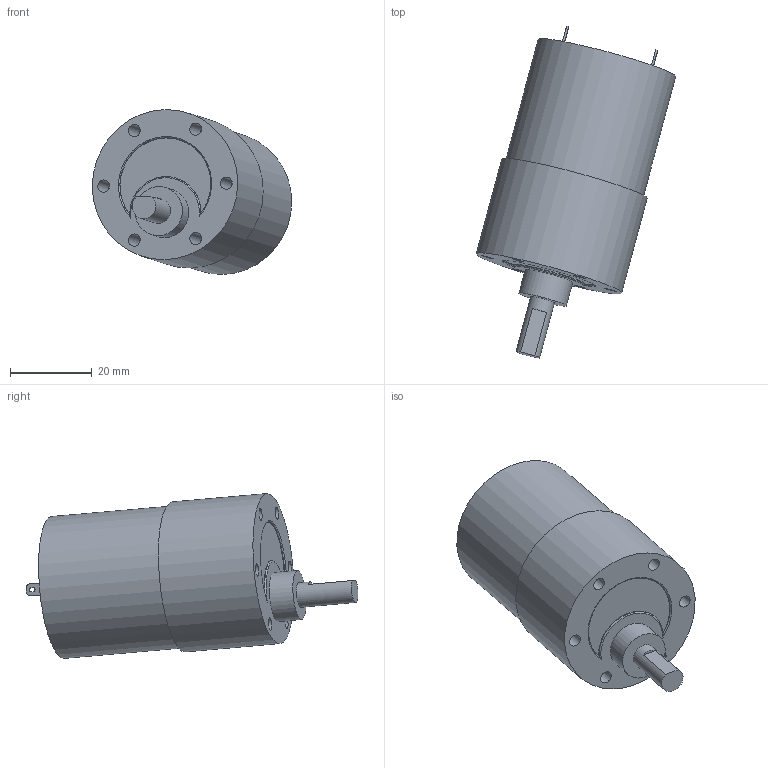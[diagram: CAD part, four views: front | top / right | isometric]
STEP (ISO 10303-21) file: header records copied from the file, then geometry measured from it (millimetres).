
FILE_DESCRIPTION(/* description */ (''),/* implementation_level */ '2;1');
FILE_NAME(/* name */ 'Moteur D37 v3.stp',/* time_stamp */ '2020-12-05T18:08:34+01:00',/* author */ (''),/* organization */ (''),/* preprocessor_version */ 'ST-DEVELOPER v18.1',/* originating_system */ 'Autodesk Translation Framework v9.3.0.1241',/* authorisation */ '');
FILE_SCHEMA (('AUTOMOTIVE_DESIGN { 1 0 10303 214 3 1 1 }'));
Length unit declared in the file: millimetre
Products named in the file (1): Moteur D37
Bounding box: 48.74 x 81.12 x 40.27 mm (x, y, z)
Volume: 55260.6 mm3; surface area: 9407 mm2
Topology: 1 solids, 1 shells, 54 faces, 112 edges, 74 vertices
Faces by surface type: plane 30, cylinder 22, torus 2
Full cylindrical faces by diameter (mm): 3 x6, 5 x2, 6 x1, 12 x1, 34.8 x1, 36.8 x1
Entity records: 1541 total; most frequent: DIRECTION 268, CARTESIAN_POINT 267, ORIENTED_EDGE 224, EDGE_CURVE 112, AXIS2_PLACEMENT_3D 103, VERTEX_POINT 74, EDGE_LOOP 72, LINE 62
